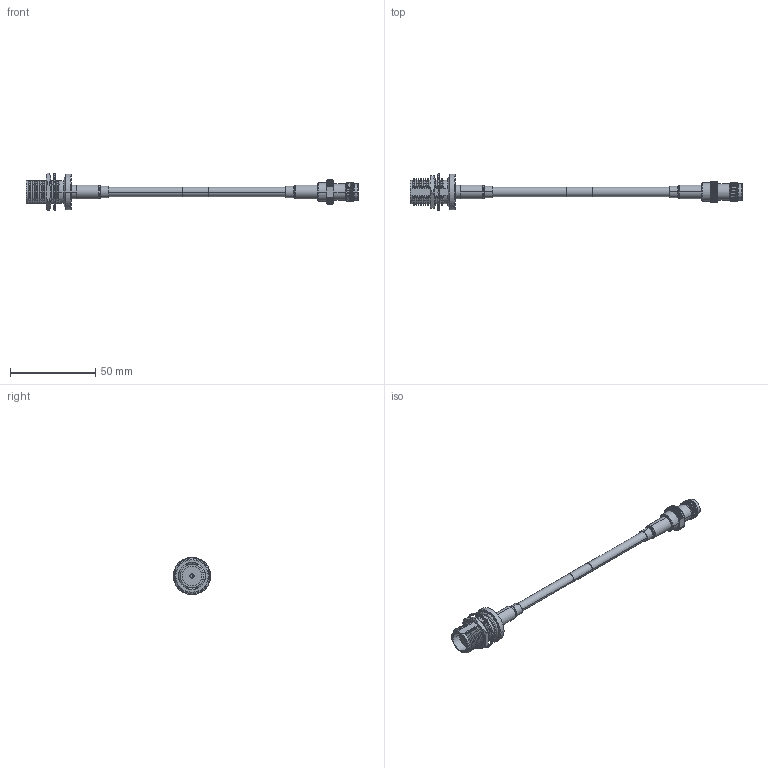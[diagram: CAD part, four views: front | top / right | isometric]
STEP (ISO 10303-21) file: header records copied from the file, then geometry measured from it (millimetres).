
FILE_DESCRIPTION (( 'STEP AP203' ), '1' );
FILE_NAME ('FMCA2775.STEP', '2022-03-09T20:15:22', ( '' ), ( '' ), 'SwSTEP 2.0', 'SolidWorks 2021', '' );
FILE_SCHEMA (( 'CONFIG_CONTROL_DESIGN' ));
Length unit declared in the file: millimetre
Products named in the file (11): PE4371-MA0; FMCN1746___; PE4371-MA5; PE4371-MA1; PE4371-MA3; PE4371-MA4; RG223_with label; PE4371-MA2; FMCN1752_WITH FERRULE; FMCA2775; CA-240-MA1_.75" Long
Assembly tree (11 placements, depth 3):
  FMCA2775
    RG223_with label
    FMCN1746___
      PE4371-MA0
      PE4371-MA1
      PE4371-MA2
      PE4371-MA3
      PE4371-MA4
      PE4371-MA5
    CA-240-MA1_.75" Long  x2
    FMCN1752_WITH FERRULE
Bounding box: 194.95 x 22 x 22 mm (x, y, z)
Volume: 10436.1 mm3; surface area: 11669.5 mm2
Topology: 12 solids, 12 shells, 2217 faces, 4898 edges, 2723 vertices
Faces by surface type: bspline 1059, plane 475, cylinder 401, cone 260, torus 22
Entity records: 92675 total; most frequent: CARTESIAN_POINT 55990, ORIENTED_EDGE 9708, EDGE_CURVE 4854, DIRECTION 4795, VERTEX_POINT 2699, EDGE_LOOP 2231, ADVANCED_FACE 2195, FACE_OUTER_BOUND 2195
